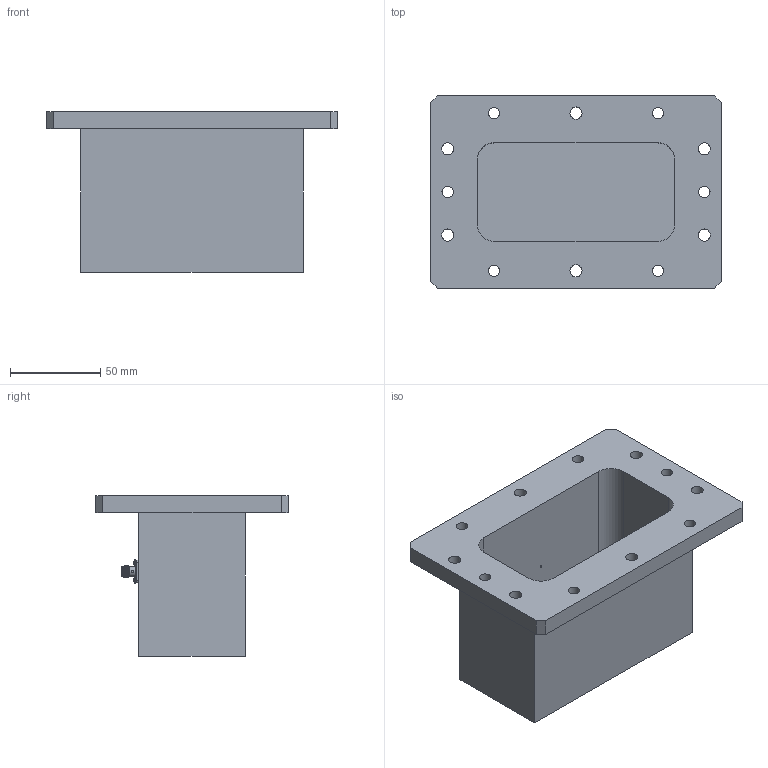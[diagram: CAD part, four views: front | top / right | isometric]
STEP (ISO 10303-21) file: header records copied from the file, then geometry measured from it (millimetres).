
FILE_DESCRIPTION (( 'STEP AP203' ), '1' );
FILE_NAME ('FMWCA9835_3D.step', '2022-03-16T21:08:09', ( '' ), ( '' ), 'SwSTEP 2.0', 'SolidWorks 2021', '' );
FILE_SCHEMA (( 'CONFIG_CONTROL_DESIGN' ));
Length unit declared in the file: inch
Products named in the file (1): FMWCA9835_3D
Bounding box: 161.04 x 106.43 x 88.9 mm (x, y, z)
Volume: 223030.6 mm3; surface area: 96921.8 mm2
Topology: 1 solids, 5 shells, 272 faces, 745 edges, 498 vertices
Faces by surface type: plane 108, cylinder 107, cone 29, bspline 27, torus 1
Full cylindrical faces by diameter (mm): 1.016 x1, 1.27 x1, 1.524 x20, 3.616 x4, 4.597 x1, 5.359 x2, 6.35 x6, 6.706 x6
Entity records: 11837 total; most frequent: CARTESIAN_POINT 6253, ORIENTED_EDGE 1236, DIRECTION 944, EDGE_CURVE 618, VERTEX_POINT 430, AXIS2_PLACEMENT_3D 356, EDGE_LOOP 330, FACE_OUTER_BOUND 285
